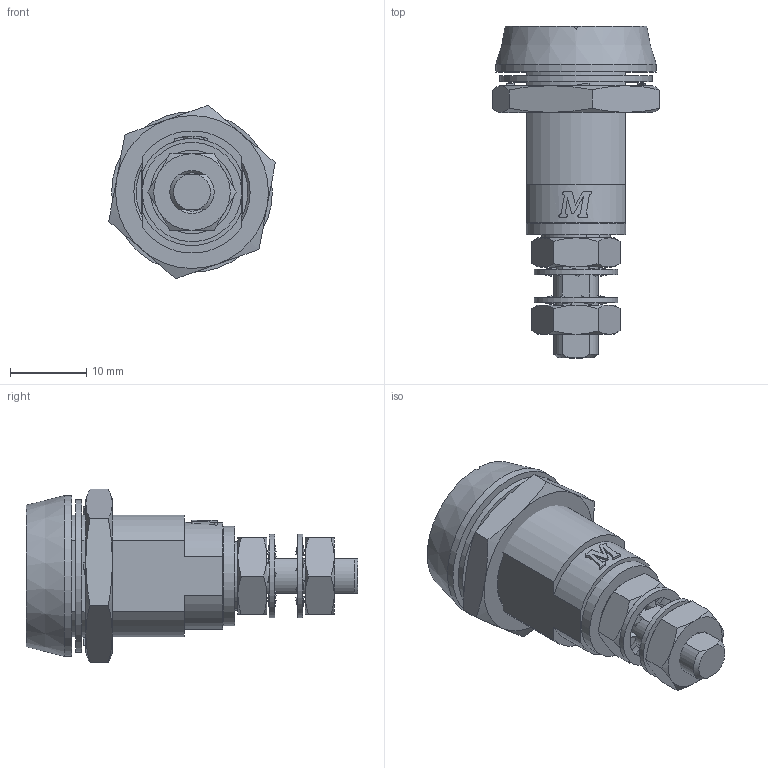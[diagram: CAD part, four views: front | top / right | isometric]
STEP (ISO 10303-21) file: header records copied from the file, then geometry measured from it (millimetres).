
FILE_DESCRIPTION(('STEP AP203'),'1');
FILE_NAME('140.1.1.64.00.step','2017-07-19T06:15:48',(' '),(' '),'Spatial InterOp 3D',' ',' ');
FILE_SCHEMA(('CONFIG_CONTROL_DESIGN'));
Length unit declared in the file: millimetre
Products named in the file (11): 1; 2; 3; 4; 5; 6; 7; 8; 9; 10; 11
Bounding box: 21.79 x 43.4 x 22.7 mm (x, y, z)
Volume: 6334 mm3; surface area: 7500 mm2
Topology: 11 solids, 11 shells, 343 faces, 812 edges, 506 vertices
Faces by surface type: plane 138, bspline 80, cylinder 73, cone 47, extrusion 4, torus 1
Full cylindrical faces by diameter (mm): 2.7 x1, 5 x2, 5.2 x1, 6 x1, 6.2 x2, 8 x1, 9 x1, 9.2 x2, 10.9 x2, 11 x1, 11.2 x1, 11.6 x2, 12 x1, 13 x1, 14.6 x1, 20 x1, 21 x1
Entity records: 12622 total; most frequent: CARTESIAN_POINT 5203, ORIENTED_EDGE 1536, DIRECTION 1143, EDGE_CURVE 768, VERTEX_POINT 494, AXIS2_PLACEMENT_3D 437, EDGE_LOOP 414, FACE_OUTER_BOUND 365
